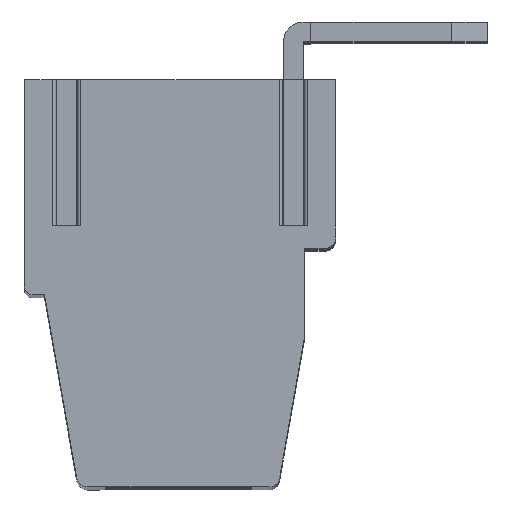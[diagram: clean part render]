
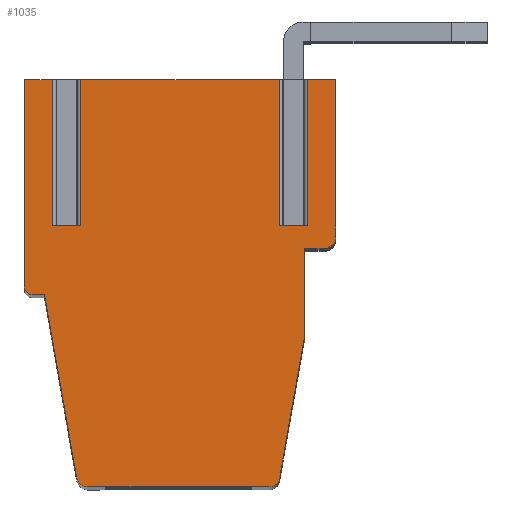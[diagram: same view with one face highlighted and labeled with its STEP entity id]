
A CAD part, top view. The second image highlights one B-rep face of the part: STEP entity #1035.
In plain terms, the highlighted planar face has unit normal (0, 0, 1).
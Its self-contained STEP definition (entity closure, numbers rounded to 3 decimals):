
#1035 = ADVANCED_FACE( '', ( #2238 ), #2239, .F. );
#2238 = FACE_OUTER_BOUND( '', #3610, .T. );
#2239 = PLANE( '', #3611 );
#3610 = EDGE_LOOP( '', ( #6849, #6850, #6851, #6852, #6853, #6854, #6855, #6856, #6857, #6858, #6859, #6860, #6861, #6862, #6863, #6864, #6865, #6866, #6867, #6868, #6869 ) );
#3611 = AXIS2_PLACEMENT_3D( '', #6870, #6871, #6872 );
#6849 = ORIENTED_EDGE( '', *, *, #8850, .T. );
#6850 = ORIENTED_EDGE( '', *, *, #9019, .T. );
#6851 = ORIENTED_EDGE( '', *, *, #9266, .T. );
#6852 = ORIENTED_EDGE( '', *, *, #9702, .T. );
#6853 = ORIENTED_EDGE( '', *, *, #8843, .T. );
#6854 = ORIENTED_EDGE( '', *, *, #9703, .F. );
#6855 = ORIENTED_EDGE( '', *, *, #9704, .T. );
#6856 = ORIENTED_EDGE( '', *, *, #9503, .T. );
#6857 = ORIENTED_EDGE( '', *, *, #9160, .T. );
#6858 = ORIENTED_EDGE( '', *, *, #8570, .F. );
#6859 = ORIENTED_EDGE( '', *, *, #9705, .T. );
#6860 = ORIENTED_EDGE( '', *, *, #8372, .T. );
#6861 = ORIENTED_EDGE( '', *, *, #9706, .T. );
#6862 = ORIENTED_EDGE( '', *, *, #9521, .T. );
#6863 = ORIENTED_EDGE( '', *, *, #9707, .T. );
#6864 = ORIENTED_EDGE( '', *, *, #9371, .F. );
#6865 = ORIENTED_EDGE( '', *, *, #9082, .F. );
#6866 = ORIENTED_EDGE( '', *, *, #8857, .T. );
#6867 = ORIENTED_EDGE( '', *, *, #9708, .T. );
#6868 = ORIENTED_EDGE( '', *, *, #9571, .T. );
#6869 = ORIENTED_EDGE( '', *, *, #9709, .T. );
#6870 = CARTESIAN_POINT( '', ( 231.952, 1.043, -12.5 ) );
#6871 = DIRECTION( '', ( 0., 0., -1. ) );
#6872 = DIRECTION( '', ( 0., -1., 0. ) );
#8372 = EDGE_CURVE( '', #10074, #10071, #10075, .T. );
#8570 = EDGE_CURVE( '', #10428, #10431, #10432, .T. );
#8843 = EDGE_CURVE( '', #10891, #10889, #10892, .T. );
#8850 = EDGE_CURVE( '', #10904, #10902, #10905, .T. );
#8857 = EDGE_CURVE( '', #10917, #10915, #10918, .T. );
#9019 = EDGE_CURVE( '', #10902, #11185, #11187, .T. );
#9082 = EDGE_CURVE( '', #10917, #11281, #11282, .T. );
#9160 = EDGE_CURVE( '', #11411, #10431, #11412, .T. );
#9266 = EDGE_CURVE( '', #11185, #11571, #11573, .T. );
#9371 = EDGE_CURVE( '', #11281, #11730, #11731, .T. );
#9503 = EDGE_CURVE( '', #11907, #11411, #11908, .T. );
#9521 = EDGE_CURVE( '', #11932, #11930, #11933, .T. );
#9571 = EDGE_CURVE( '', #11995, #11993, #11996, .T. );
#9702 = EDGE_CURVE( '', #11571, #10891, #12160, .T. );
#9703 = EDGE_CURVE( '', #12161, #10889, #12162, .T. );
#9704 = EDGE_CURVE( '', #12161, #11907, #12163, .T. );
#9705 = EDGE_CURVE( '', #10428, #10074, #12164, .T. );
#9706 = EDGE_CURVE( '', #10071, #11932, #12165, .T. );
#9707 = EDGE_CURVE( '', #11930, #11730, #12166, .T. );
#9708 = EDGE_CURVE( '', #10915, #11995, #12167, .T. );
#9709 = EDGE_CURVE( '', #11993, #10904, #12168, .T. );
#10071 = VERTEX_POINT( '', #12591 );
#10074 = VERTEX_POINT( '', #12595 );
#10075 = CIRCLE( '', #12596, 0.298 );
#10428 = VERTEX_POINT( '', #13107 );
#10431 = VERTEX_POINT( '', #13111 );
#10432 = CIRCLE( '', #13112, 0.298 );
#10889 = VERTEX_POINT( '', #13779 );
#10891 = VERTEX_POINT( '', #13782 );
#10892 = LINE( '', #13783, #13784 );
#10902 = VERTEX_POINT( '', #13797 );
#10904 = VERTEX_POINT( '', #13799 );
#10905 = LINE( '', #13800, #13801 );
#10915 = VERTEX_POINT( '', #13814 );
#10917 = VERTEX_POINT( '', #13816 );
#10918 = LINE( '', #13817, #13818 );
#11185 = VERTEX_POINT( '', #14212 );
#11187 = LINE( '', #14214, #14215 );
#11281 = VERTEX_POINT( '', #14358 );
#11282 = LINE( '', #14359, #14360 );
#11411 = VERTEX_POINT( '', #14557 );
#11412 = LINE( '', #14558, #14559 );
#11571 = VERTEX_POINT( '', #14789 );
#11573 = LINE( '', #14791, #14792 );
#11730 = VERTEX_POINT( '', #15044 );
#11731 = CIRCLE( '', #15045, 0.298 );
#11907 = VERTEX_POINT( '', #15314 );
#11908 = LINE( '', #15315, #15316 );
#11930 = VERTEX_POINT( '', #15353 );
#11932 = VERTEX_POINT( '', #15356 );
#11933 = LINE( '', #15357, #15358 );
#11993 = VERTEX_POINT( '', #15448 );
#11995 = VERTEX_POINT( '', #15450 );
#11996 = LINE( '', #15451, #15452 );
#12160 = LINE( '', #15693, #15694 );
#12161 = VERTEX_POINT( '', #15695 );
#12162 = LINE( '', #15696, #15697 );
#12163 = CIRCLE( '', #15698, 0.198 );
#12164 = LINE( '', #15699, #15700 );
#12165 = LINE( '', #15701, #15702 );
#12166 = LINE( '', #15703, #15704 );
#12167 = LINE( '', #15705, #15706 );
#12168 = LINE( '', #15707, #15708 );
#12591 = CARTESIAN_POINT( '', ( 234.599, -9.275, -12.5 ) );
#12595 = CARTESIAN_POINT( '', ( 234.302, -9.558, -12.5 ) );
#12596 = AXIS2_PLACEMENT_3D( '', #16209, #16210, #16211 );
#13107 = CARTESIAN_POINT( '', ( 229.602, -9.558, -12.5 ) );
#13111 = CARTESIAN_POINT( '', ( 229.305, -9.275, -12.5 ) );
#13112 = AXIS2_PLACEMENT_3D( '', #16396, #16397, #16398 );
#13779 = CARTESIAN_POINT( '', ( 227.954, 1.043, -12.5 ) );
#13782 = CARTESIAN_POINT( '', ( 228.68, 1.043, -12.5 ) );
#13783 = CARTESIAN_POINT( '', ( 231.952, 1.043, -12.5 ) );
#13784 = VECTOR( '', #16652, 1000. );
#13797 = CARTESIAN_POINT( '', ( 229.42, 1.043, -12.5 ) );
#13799 = CARTESIAN_POINT( '', ( 234.58, 1.043, -12.5 ) );
#13800 = CARTESIAN_POINT( '', ( 231.952, 1.043, -12.5 ) );
#13801 = VECTOR( '', #16665, 1000. );
#13814 = CARTESIAN_POINT( '', ( 235.32, 1.043, -12.5 ) );
#13816 = CARTESIAN_POINT( '', ( 236.05, 1.043, -12.5 ) );
#13817 = CARTESIAN_POINT( '', ( 231.952, 1.043, -12.5 ) );
#13818 = VECTOR( '', #16678, 1000. );
#14212 = CARTESIAN_POINT( '', ( 229.42, -2.757, -12.5 ) );
#14214 = CARTESIAN_POINT( '', ( 229.42, 1.043, -12.5 ) );
#14215 = VECTOR( '', #16843, 1000. );
#14358 = CARTESIAN_POINT( '', ( 236.05, -3.055, -12.5 ) );
#14359 = CARTESIAN_POINT( '', ( 236.05, 1.043, -12.5 ) );
#14360 = VECTOR( '', #16892, 1000. );
#14557 = CARTESIAN_POINT( '', ( 228.473, -4.553, -12.5 ) );
#14558 = CARTESIAN_POINT( '', ( 228.473, -4.553, -12.5 ) );
#14559 = VECTOR( '', #16960, 1000. );
#14789 = CARTESIAN_POINT( '', ( 228.68, -2.757, -12.5 ) );
#14791 = CARTESIAN_POINT( '', ( 229.37, -2.757, -12.5 ) );
#14792 = VECTOR( '', #17065, 1000. );
#15044 = CARTESIAN_POINT( '', ( 235.752, -3.353, -12.5 ) );
#15045 = AXIS2_PLACEMENT_3D( '', #17144, #17145, #17146 );
#15314 = CARTESIAN_POINT( '', ( 228.152, -4.553, -12.5 ) );
#15315 = CARTESIAN_POINT( '', ( 228.152, -4.553, -12.5 ) );
#15316 = VECTOR( '', #17257, 1000. );
#15353 = CARTESIAN_POINT( '', ( 235.236, -3.353, -12.5 ) );
#15356 = CARTESIAN_POINT( '', ( 235.236, -5.661, -12.5 ) );
#15357 = CARTESIAN_POINT( '', ( 235.236, -5.661, -12.5 ) );
#15358 = VECTOR( '', #17274, 1000. );
#15448 = CARTESIAN_POINT( '', ( 234.58, -2.757, -12.5 ) );
#15450 = CARTESIAN_POINT( '', ( 235.32, -2.757, -12.5 ) );
#15451 = CARTESIAN_POINT( '', ( 235.27, -2.757, -12.5 ) );
#15452 = VECTOR( '', #17308, 1000. );
#15693 = CARTESIAN_POINT( '', ( 228.68, 1.043, -12.5 ) );
#15694 = VECTOR( '', #17421, 1000. );
#15695 = CARTESIAN_POINT( '', ( 227.954, -4.355, -12.5 ) );
#15696 = CARTESIAN_POINT( '', ( 227.954, -4.355, -12.5 ) );
#15697 = VECTOR( '', #17422, 1000. );
#15698 = AXIS2_PLACEMENT_3D( '', #17423, #17424, #17425 );
#15699 = CARTESIAN_POINT( '', ( 229.602, -9.558, -12.5 ) );
#15700 = VECTOR( '', #17426, 1000. );
#15701 = CARTESIAN_POINT( '', ( 234.595, -9.298, -12.5 ) );
#15702 = VECTOR( '', #17427, 1000. );
#15703 = CARTESIAN_POINT( '', ( 235.236, -3.353, -12.5 ) );
#15704 = VECTOR( '', #17428, 1000. );
#15705 = CARTESIAN_POINT( '', ( 235.32, 1.043, -12.5 ) );
#15706 = VECTOR( '', #17429, 1000. );
#15707 = CARTESIAN_POINT( '', ( 234.58, 1.043, -12.5 ) );
#15708 = VECTOR( '', #17430, 1000. );
#16209 = CARTESIAN_POINT( '', ( 234.302, -9.26, -12.5 ) );
#16210 = DIRECTION( '', ( 0., 0., 1. ) );
#16211 = DIRECTION( '', ( 0., -1., 0. ) );
#16396 = CARTESIAN_POINT( '', ( 229.602, -9.26, -12.5 ) );
#16397 = DIRECTION( '', ( 0., 0., -1. ) );
#16398 = DIRECTION( '', ( 0., -1., 0. ) );
#16652 = DIRECTION( '', ( -1., 0., 0. ) );
#16665 = DIRECTION( '', ( -1., 0., 0. ) );
#16678 = DIRECTION( '', ( -1., 0., 0. ) );
#16843 = DIRECTION( '', ( 0., -1., 0. ) );
#16892 = DIRECTION( '', ( 0., -1., 0. ) );
#16960 = DIRECTION( '', ( 0.174, -0.985, 0. ) );
#17065 = DIRECTION( '', ( -1., 0., 0. ) );
#17144 = CARTESIAN_POINT( '', ( 235.752, -3.055, -12.5 ) );
#17145 = DIRECTION( '', ( 0., 0., -1. ) );
#17146 = DIRECTION( '', ( 1., 0., 0. ) );
#17257 = DIRECTION( '', ( 1., 0., 0. ) );
#17274 = DIRECTION( '', ( 0., 1., 0. ) );
#17308 = DIRECTION( '', ( -1., 0., 0. ) );
#17421 = DIRECTION( '', ( 0., 1., 0. ) );
#17422 = DIRECTION( '', ( 0., 1., 0. ) );
#17423 = CARTESIAN_POINT( '', ( 228.152, -4.355, -12.5 ) );
#17424 = DIRECTION( '', ( 0., 0., 1. ) );
#17425 = DIRECTION( '', ( -1., 0., 0. ) );
#17426 = DIRECTION( '', ( 1., 0., 0. ) );
#17427 = DIRECTION( '', ( 0.174, 0.985, 0. ) );
#17428 = DIRECTION( '', ( 1., 0., 0. ) );
#17429 = DIRECTION( '', ( 0., -1., 0. ) );
#17430 = DIRECTION( '', ( 0., 1., 0. ) );
